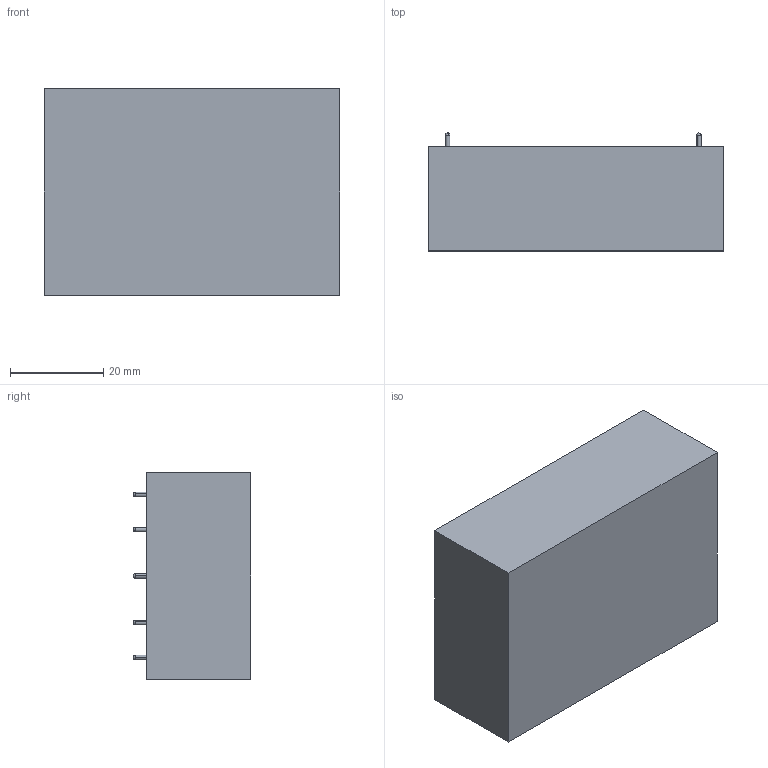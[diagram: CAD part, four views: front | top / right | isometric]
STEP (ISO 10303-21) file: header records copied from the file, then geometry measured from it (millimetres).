
FILE_DESCRIPTION (( 'STEP AP214' ), '1' );
FILE_NAME ('BP12010.STEP', '2022-04-20T12:29:03', ( '' ), ( '' ), 'SwSTEP 2.0', 'SolidWorks 2020', '' );
FILE_SCHEMA (( 'AUTOMOTIVE_DESIGN' ));
Length unit declared in the file: inch
Products named in the file (6): 321209000 Rev A_web model; 321209000 assembly_web model; 860047926 Rev B_860047926; covers_dropins_plugged fill hole; BP12010; Pin (swage mnt)_.040 x .780
Assembly tree (9 placements, depth 3):
  BP12010
    860047926 Rev B_860047926
    321209000 assembly_web model
      321209000 Rev A_web model
      Pin (swage mnt)_.040 x .780  x5
    covers_dropins_plugged fill hole
Bounding box: 63.5 x 25.32 x 44.45 mm (x, y, z)
Volume: 13801.7 mm3; surface area: 25748.2 mm2
Topology: 8 solids, 8 shells, 293 faces, 800 edges, 520 vertices
Faces by surface type: cylinder 206, plane 67, cone 10, sphere 10
Entity records: 8646 total; most frequent: DIRECTION 1504, CARTESIAN_POINT 1346, ORIENTED_EDGE 1320, EDGE_CURVE 660, AXIS2_PLACEMENT_3D 598, VERTEX_POINT 440, EDGE_LOOP 390, CIRCLE 352
